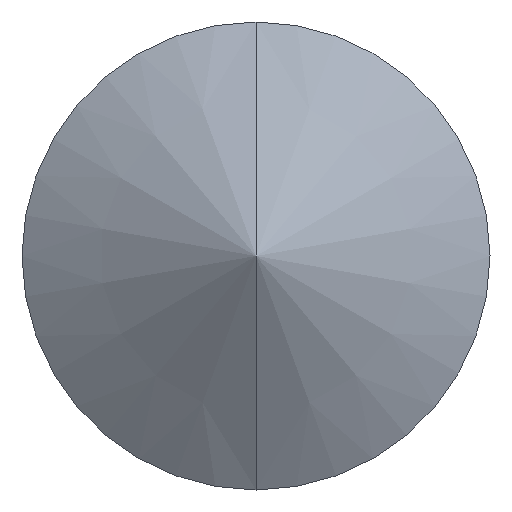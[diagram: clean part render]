
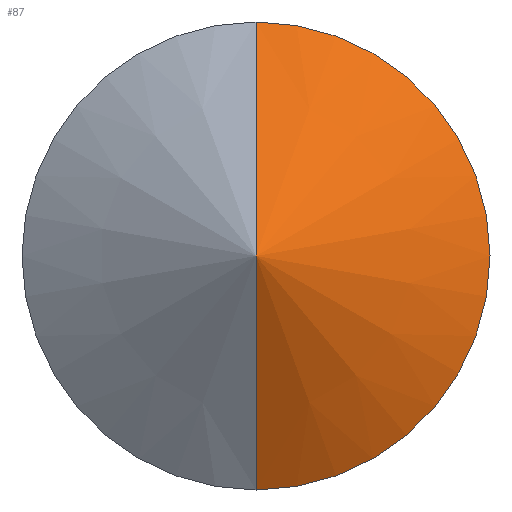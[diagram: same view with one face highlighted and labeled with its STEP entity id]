
A CAD part, front view. The second image highlights one B-rep face of the part: STEP entity #87.
In plain terms, the highlighted conical face has half-angle 60 degrees and reference radius 1732.05 mm.
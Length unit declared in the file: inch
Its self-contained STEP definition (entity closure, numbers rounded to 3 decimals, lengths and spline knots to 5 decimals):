
#4 = VERTEX_POINT ( 'NONE', #203 ) ;
#16 = CARTESIAN_POINT ( 'NONE',  ( 0., 0., 0. ) ) ;
#20 = DIRECTION ( 'NONE',  ( 0., 0.5, 0.866 ) ) ;
#26 = LINE ( 'NONE', #251, #101 ) ;
#43 = DIRECTION ( 'NONE',  ( 0., 1., 0. ) ) ;
#78 = EDGE_CURVE ( 'NONE', #121, #4, #26, .T. ) ;
#87 = ADVANCED_FACE ( 'NONE', ( #230 ), #159, .T. ) ;
#93 = CARTESIAN_POINT ( 'NONE',  ( 0., 0.14434, 0. ) ) ;
#100 = ORIENTED_EDGE ( 'NONE', *, *, #178, .T. ) ;
#101 = VECTOR ( 'NONE', #126, 39.37008 ) ;
#110 = AXIS2_PLACEMENT_3D ( 'NONE', #147, #43, #124 ) ;
#113 = CARTESIAN_POINT ( 'NONE',  ( 0., 0.14434, 0.25 ) ) ;
#119 = VERTEX_POINT ( 'NONE', #113 ) ;
#121 = VERTEX_POINT ( 'NONE', #16 ) ;
#124 = DIRECTION ( 'NONE',  ( 0., 0., 1. ) ) ;
#126 = DIRECTION ( 'NONE',  ( 0., 0.5, -0.866 ) ) ;
#131 = CIRCLE ( 'NONE', #141, 0.25 ) ;
#141 = AXIS2_PLACEMENT_3D ( 'NONE', #93, #157, #176 ) ;
#147 = CARTESIAN_POINT ( 'NONE',  ( 0., 39.37008, 0. ) ) ;
#157 = DIRECTION ( 'NONE',  ( 0., -1., 0. ) ) ;
#159 = CONICAL_SURFACE ( 'NONE', #110, 68.19098, 1.047 ) ;
#160 = EDGE_LOOP ( 'NONE', ( #248, #181, #100 ) ) ;
#166 = EDGE_CURVE ( 'NONE', #121, #119, #217, .T. ) ;
#176 = DIRECTION ( 'NONE',  ( 0., 0., -1. ) ) ;
#178 = EDGE_CURVE ( 'NONE', #4, #119, #131, .T. ) ;
#181 = ORIENTED_EDGE ( 'NONE', *, *, #78, .T. ) ;
#199 = CARTESIAN_POINT ( 'NONE',  ( 0., 0., 0. ) ) ;
#203 = CARTESIAN_POINT ( 'NONE',  ( 0., 0.14434, -0.25 ) ) ;
#217 = LINE ( 'NONE', #199, #250 ) ;
#230 = FACE_OUTER_BOUND ( 'NONE', #160, .T. ) ;
#248 = ORIENTED_EDGE ( 'NONE', *, *, #166, .F. ) ;
#250 = VECTOR ( 'NONE', #20, 39.37008 ) ;
#251 = CARTESIAN_POINT ( 'NONE',  ( 0., 0., 0. ) ) ;
